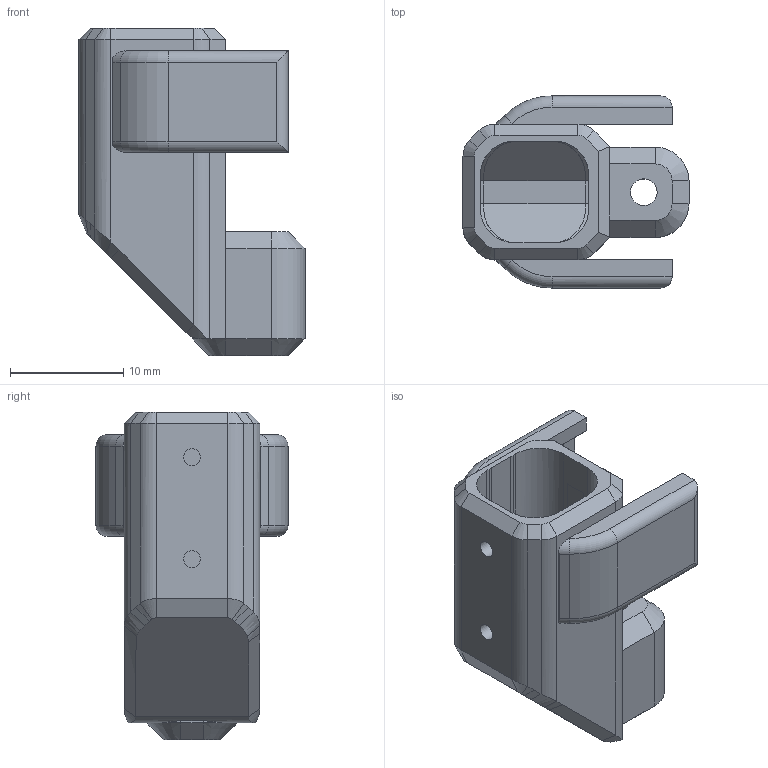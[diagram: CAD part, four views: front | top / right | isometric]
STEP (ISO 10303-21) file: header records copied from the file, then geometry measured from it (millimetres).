
FILE_DESCRIPTION(('FreeCAD Model'),'2;1');
FILE_NAME('micro-switch-holder.step','2022-11-01T23:37:08',('Author'),(''), 'Open CASCADE STEP processor 7.3','FreeCAD','Unknown');
FILE_SCHEMA(('AUTOMOTIVE_DESIGN { 1 0 10303 214 1 1 1 1 }'));
Length unit declared in the file: millimetre
Products named in the file (1): ms-holder
Bounding box: 20 x 17 x 29 mm (x, y, z)
Volume: 3264.3 mm3; surface area: 2615.1 mm2
Topology: 1 solids, 1 shells, 159 faces, 403 edges, 250 vertices
Faces by surface type: plane 97, cylinder 36, cone 12, bspline 10, torus 4
Full cylindrical faces by diameter (mm): 1.5 x4, 2.36 x1
Entity records: 11866 total; most frequent: CARTESIAN_POINT 3023, DIRECTION 1320, LINE 823, VECTOR 823, ORIENTED_EDGE 806, PCURVE 806, DEFINITIONAL_REPRESENTATION 806, EDGE_CURVE 403
